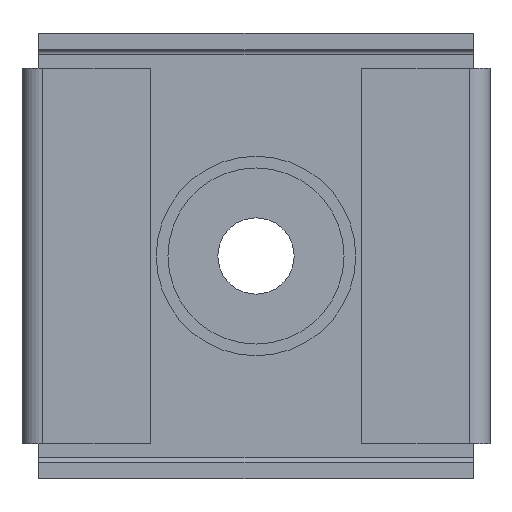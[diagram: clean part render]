
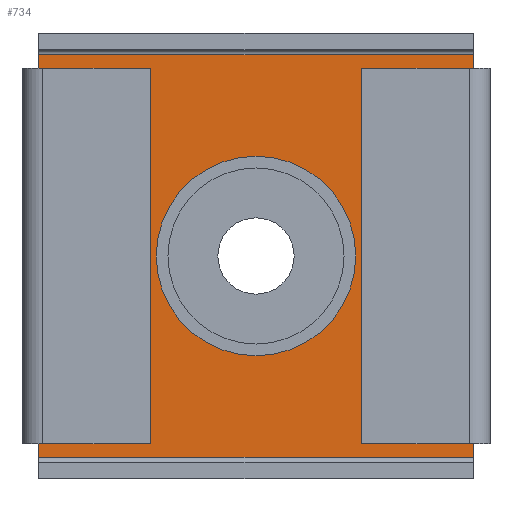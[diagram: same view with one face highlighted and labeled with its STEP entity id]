
A CAD part, front view. The second image highlights one B-rep face of the part: STEP entity #734.
In plain terms, the highlighted planar face has unit normal (0, -1, 0).
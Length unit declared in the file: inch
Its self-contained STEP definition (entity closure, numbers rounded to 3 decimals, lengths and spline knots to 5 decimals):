
#52 = CARTESIAN_POINT ( 'NONE',  ( 1.125, 0.179, 2. ) ) ;
#67 = LINE ( 'NONE', #7621, #1092 ) ;
#122 = EDGE_CURVE ( 'NONE', #5490, #3201, #592, .T. ) ;
#252 = LINE ( 'NONE', #4532, #7049 ) ;
#480 = EDGE_CURVE ( 'NONE', #7586, #3406, #4721, .T. ) ;
#494 = LINE ( 'NONE', #52, #952 ) ;
#554 = DIRECTION ( 'NONE',  ( 0., 0., -1. ) ) ;
#592 = LINE ( 'NONE', #5283, #7578 ) ;
#637 = VERTEX_POINT ( 'NONE', #5998 ) ;
#660 = CARTESIAN_POINT ( 'NONE',  ( -2.3125, 0.179, -2.146 ) ) ;
#694 = DIRECTION ( 'NONE',  ( 0., 0., 1. ) ) ;
#734 = ADVANCED_FACE ( 'NONE', ( #4518, #6616 ), #1940, .F. ) ;
#754 = CARTESIAN_POINT ( 'NONE',  ( 2.3125, 0.179, 2.146 ) ) ;
#783 = ORIENTED_EDGE ( 'NONE', *, *, #5750, .T. ) ;
#900 = LINE ( 'NONE', #4294, #5234 ) ;
#952 = VECTOR ( 'NONE', #6467, 39.37008 ) ;
#1040 = CARTESIAN_POINT ( 'NONE',  ( -2.3125, 0.179, 2.146 ) ) ;
#1092 = VECTOR ( 'NONE', #7598, 39.37008 ) ;
#1319 = CARTESIAN_POINT ( 'NONE',  ( 2.3125, 0.179, -2. ) ) ;
#1345 = DIRECTION ( 'NONE',  ( 0., 1., 0. ) ) ;
#1670 = CARTESIAN_POINT ( 'NONE',  ( -2.31487, 0.179, -2. ) ) ;
#1711 = EDGE_CURVE ( 'NONE', #3089, #2009, #4237, .T. ) ;
#1729 = LINE ( 'NONE', #2898, #6772 ) ;
#1890 = ORIENTED_EDGE ( 'NONE', *, *, #5363, .T. ) ;
#1893 = VECTOR ( 'NONE', #2373, 39.37008 ) ;
#1940 = PLANE ( 'NONE',  #5763 ) ;
#2009 = VERTEX_POINT ( 'NONE', #3986 ) ;
#2022 = LINE ( 'NONE', #7172, #2583 ) ;
#2074 = DIRECTION ( 'NONE',  ( 0., 1., 0. ) ) ;
#2090 = ORIENTED_EDGE ( 'NONE', *, *, #5947, .T. ) ;
#2105 = ORIENTED_EDGE ( 'NONE', *, *, #5221, .F. ) ;
#2145 = CARTESIAN_POINT ( 'NONE',  ( -1.125, 0.179, 2. ) ) ;
#2169 = ORIENTED_EDGE ( 'NONE', *, *, #1711, .T. ) ;
#2202 = ORIENTED_EDGE ( 'NONE', *, *, #3590, .T. ) ;
#2362 = CARTESIAN_POINT ( 'NONE',  ( -2.3125, 0.179, 2.196 ) ) ;
#2373 = DIRECTION ( 'NONE',  ( -1., 0., 0. ) ) ;
#2374 = ORIENTED_EDGE ( 'NONE', *, *, #2649, .T. ) ;
#2420 = ORIENTED_EDGE ( 'NONE', *, *, #6134, .F. ) ;
#2583 = VECTOR ( 'NONE', #3113, 39.37008 ) ;
#2649 = EDGE_CURVE ( 'NONE', #2009, #5741, #2022, .T. ) ;
#2677 = VECTOR ( 'NONE', #4651, 39.37008 ) ;
#2741 = LINE ( 'NONE', #2362, #5409 ) ;
#2802 = ORIENTED_EDGE ( 'NONE', *, *, #122, .T. ) ;
#2867 = DIRECTION ( 'NONE',  ( 0., 1., 0. ) ) ;
#2898 = CARTESIAN_POINT ( 'NONE',  ( 2.3125, 0.179, -2.146 ) ) ;
#2991 = DIRECTION ( 'NONE',  ( -1., 0., 0. ) ) ;
#3086 = VECTOR ( 'NONE', #4480, 39.37008 ) ;
#3089 = VERTEX_POINT ( 'NONE', #6292 ) ;
#3113 = DIRECTION ( 'NONE',  ( 0., 0., -1. ) ) ;
#3184 = LINE ( 'NONE', #3515, #1893 ) ;
#3201 = VERTEX_POINT ( 'NONE', #1040 ) ;
#3286 = LINE ( 'NONE', #4911, #3086 ) ;
#3346 = CARTESIAN_POINT ( 'NONE',  ( 0., 0.179, 1.0625 ) ) ;
#3406 = VERTEX_POINT ( 'NONE', #3346 ) ;
#3439 = DIRECTION ( 'NONE',  ( 0., 0., -1. ) ) ;
#3493 = DIRECTION ( 'NONE',  ( 1., 0., 0. ) ) ;
#3515 = CARTESIAN_POINT ( 'NONE',  ( -2.31487, 0.179, 2. ) ) ;
#3556 = EDGE_LOOP ( 'NONE', ( #2374, #1890, #6412, #783, #5997, #5418, #2420, #2802, #2202, #2105, #2090, #2169 ) ) ;
#3590 = EDGE_CURVE ( 'NONE', #3201, #6033, #2741, .T. ) ;
#3642 = CARTESIAN_POINT ( 'NONE',  ( 0., 0.179, -1.0625 ) ) ;
#3755 = CARTESIAN_POINT ( 'NONE',  ( -2.3125, 0.179, 2. ) ) ;
#3915 = VERTEX_POINT ( 'NONE', #4859 ) ;
#3986 = CARTESIAN_POINT ( 'NONE',  ( -2.3125, 0.179, -2. ) ) ;
#4237 = LINE ( 'NONE', #1670, #2677 ) ;
#4279 = AXIS2_PLACEMENT_3D ( 'NONE', #6353, #2867, #7567 ) ;
#4288 = CIRCLE ( 'NONE', #4279, 1.0625 ) ;
#4294 = CARTESIAN_POINT ( 'NONE',  ( 2.31487, 0.179, -2. ) ) ;
#4408 = DIRECTION ( 'NONE',  ( 0., 0., 1. ) ) ;
#4480 = DIRECTION ( 'NONE',  ( 0., 0., -1. ) ) ;
#4518 = FACE_OUTER_BOUND ( 'NONE', #3556, .T. ) ;
#4532 = CARTESIAN_POINT ( 'NONE',  ( 2.3125, 0.179, 2.196 ) ) ;
#4559 = CARTESIAN_POINT ( 'NONE',  ( 0., 0.179, 2. ) ) ;
#4597 = CARTESIAN_POINT ( 'NONE',  ( 1.125, 0.179, 2. ) ) ;
#4651 = DIRECTION ( 'NONE',  ( -1., 0., 0. ) ) ;
#4721 = CIRCLE ( 'NONE', #4807, 1.0625 ) ;
#4807 = AXIS2_PLACEMENT_3D ( 'NONE', #4873, #1345, #694 ) ;
#4855 = VERTEX_POINT ( 'NONE', #4597 ) ;
#4859 = CARTESIAN_POINT ( 'NONE',  ( 2.3125, 0.179, -2.146 ) ) ;
#4873 = CARTESIAN_POINT ( 'NONE',  ( 0., 0.179, 0. ) ) ;
#4911 = CARTESIAN_POINT ( 'NONE',  ( -1.125, 0.179, 2. ) ) ;
#4933 = VERTEX_POINT ( 'NONE', #6924 ) ;
#4951 = ORIENTED_EDGE ( 'NONE', *, *, #6303, .T. ) ;
#5221 = EDGE_CURVE ( 'NONE', #5941, #6033, #3184, .T. ) ;
#5234 = VECTOR ( 'NONE', #6112, 39.37008 ) ;
#5260 = DIRECTION ( 'NONE',  ( -1., 0., 0. ) ) ;
#5281 = EDGE_CURVE ( 'NONE', #7593, #3915, #67, .T. ) ;
#5283 = CARTESIAN_POINT ( 'NONE',  ( -2.3125, 0.179, 2.146 ) ) ;
#5363 = EDGE_CURVE ( 'NONE', #5741, #3915, #1729, .T. ) ;
#5409 = VECTOR ( 'NONE', #554, 39.37008 ) ;
#5418 = ORIENTED_EDGE ( 'NONE', *, *, #6540, .F. ) ;
#5490 = VERTEX_POINT ( 'NONE', #754 ) ;
#5570 = CARTESIAN_POINT ( 'NONE',  ( 2.3125, 0.179, 2.196 ) ) ;
#5741 = VERTEX_POINT ( 'NONE', #660 ) ;
#5750 = EDGE_CURVE ( 'NONE', #7593, #4933, #900, .T. ) ;
#5763 = AXIS2_PLACEMENT_3D ( 'NONE', #5570, #2074, #4408 ) ;
#5941 = VERTEX_POINT ( 'NONE', #2145 ) ;
#5947 = EDGE_CURVE ( 'NONE', #5941, #3089, #3286, .T. ) ;
#5997 = ORIENTED_EDGE ( 'NONE', *, *, #6840, .F. ) ;
#5998 = CARTESIAN_POINT ( 'NONE',  ( 2.3125, 0.179, 2. ) ) ;
#6033 = VERTEX_POINT ( 'NONE', #3755 ) ;
#6112 = DIRECTION ( 'NONE',  ( -1., 0., 0. ) ) ;
#6134 = EDGE_CURVE ( 'NONE', #5490, #637, #252, .T. ) ;
#6224 = ORIENTED_EDGE ( 'NONE', *, *, #480, .T. ) ;
#6292 = CARTESIAN_POINT ( 'NONE',  ( -1.125, 0.179, -2. ) ) ;
#6303 = EDGE_CURVE ( 'NONE', #3406, #7586, #4288, .T. ) ;
#6353 = CARTESIAN_POINT ( 'NONE',  ( 0., 0.179, 0. ) ) ;
#6412 = ORIENTED_EDGE ( 'NONE', *, *, #5281, .F. ) ;
#6449 = VECTOR ( 'NONE', #5260, 39.37008 ) ;
#6467 = DIRECTION ( 'NONE',  ( 0., 0., -1. ) ) ;
#6540 = EDGE_CURVE ( 'NONE', #637, #4855, #7468, .T. ) ;
#6616 = FACE_BOUND ( 'NONE', #7422, .T. ) ;
#6772 = VECTOR ( 'NONE', #3493, 39.37008 ) ;
#6840 = EDGE_CURVE ( 'NONE', #4855, #4933, #494, .T. ) ;
#6924 = CARTESIAN_POINT ( 'NONE',  ( 1.125, 0.179, -2. ) ) ;
#7049 = VECTOR ( 'NONE', #3439, 39.37008 ) ;
#7172 = CARTESIAN_POINT ( 'NONE',  ( -2.3125, 0.179, 2.196 ) ) ;
#7422 = EDGE_LOOP ( 'NONE', ( #6224, #4951 ) ) ;
#7468 = LINE ( 'NONE', #4559, #6449 ) ;
#7567 = DIRECTION ( 'NONE',  ( 0., 0., 1. ) ) ;
#7578 = VECTOR ( 'NONE', #2991, 39.37008 ) ;
#7586 = VERTEX_POINT ( 'NONE', #3642 ) ;
#7593 = VERTEX_POINT ( 'NONE', #1319 ) ;
#7598 = DIRECTION ( 'NONE',  ( 0., 0., -1. ) ) ;
#7621 = CARTESIAN_POINT ( 'NONE',  ( 2.3125, 0.179, 2.196 ) ) ;
